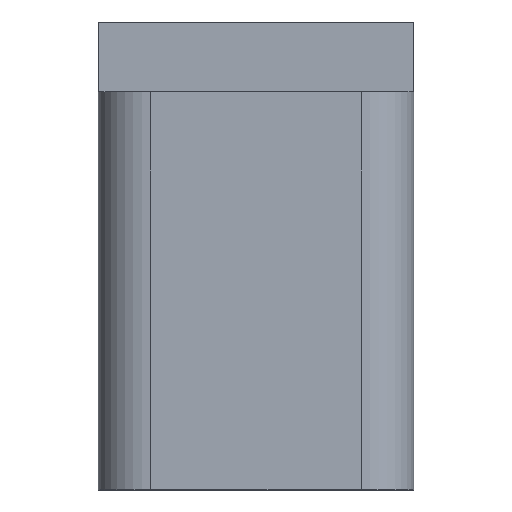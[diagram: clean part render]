
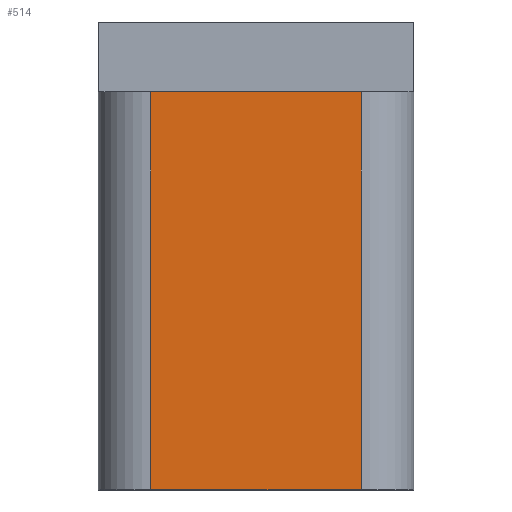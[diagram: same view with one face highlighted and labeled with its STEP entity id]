
A CAD part, top view. The second image highlights one B-rep face of the part: STEP entity #514.
In plain terms, the highlighted planar face has unit normal (0, 0, 1).
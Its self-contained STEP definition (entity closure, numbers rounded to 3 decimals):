
#148=PLANE('',#2599);
#514=ADVANCED_FACE('',(#669),#148,.F.);
#669=FACE_OUTER_BOUND('',#817,.T.);
#817=EDGE_LOOP('',(#1448,#1449,#1450,#1451));
#999=LINE('',#3747,#1137);
#1010=LINE('',#3774,#1148);
#1011=LINE('',#3780,#1149);
#1012=LINE('',#3781,#1150);
#1137=VECTOR('',#2779,1.);
#1148=VECTOR('',#2808,1.);
#1149=VECTOR('',#2815,1.);
#1150=VECTOR('',#2816,1.);
#1448=ORIENTED_EDGE('',*,*,#2315,.F.);
#1449=ORIENTED_EDGE('',*,*,#2333,.T.);
#1450=ORIENTED_EDGE('',*,*,#2330,.T.);
#1451=ORIENTED_EDGE('',*,*,#2334,.T.);
#2080=VERTEX_POINT('',#3746);
#2081=VERTEX_POINT('',#3748);
#2088=VERTEX_POINT('',#3775);
#2089=VERTEX_POINT('',#3776);
#2315=EDGE_CURVE('',#2080,#2081,#999,.T.);
#2330=EDGE_CURVE('',#2088,#2089,#1010,.T.);
#2333=EDGE_CURVE('',#2080,#2088,#1011,.T.);
#2334=EDGE_CURVE('',#2089,#2081,#1012,.T.);
#2599=AXIS2_PLACEMENT_3D('',#3782,#2817,#2818);
#2779=DIRECTION('',(-1.,0.,0.));
#2808=DIRECTION('',(-1.,0.,0.));
#2815=DIRECTION('',(0.,1.,0.));
#2816=DIRECTION('',(0.,-1.,0.));
#2817=DIRECTION('',(0.,0.,-1.));
#2818=DIRECTION('',(0.,1.,0.));
#3746=CARTESIAN_POINT('',(6.,-22.7,0.));
#3747=CARTESIAN_POINT('',(9.,-22.7,0.));
#3748=CARTESIAN_POINT('',(-6.,-22.7,0.));
#3774=CARTESIAN_POINT('',(9.,0.,0.));
#3775=CARTESIAN_POINT('',(6.,0.,0.));
#3776=CARTESIAN_POINT('',(-6.,0.,0.));
#3780=CARTESIAN_POINT('',(6.,0.,0.));
#3781=CARTESIAN_POINT('',(-6.,0.,0.));
#3782=CARTESIAN_POINT('',(9.,0.,0.));
